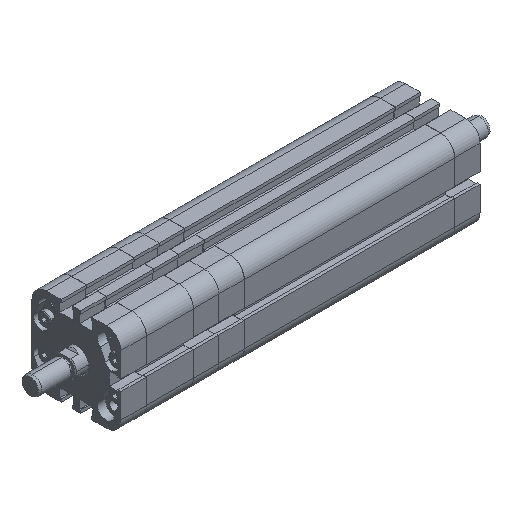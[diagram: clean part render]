
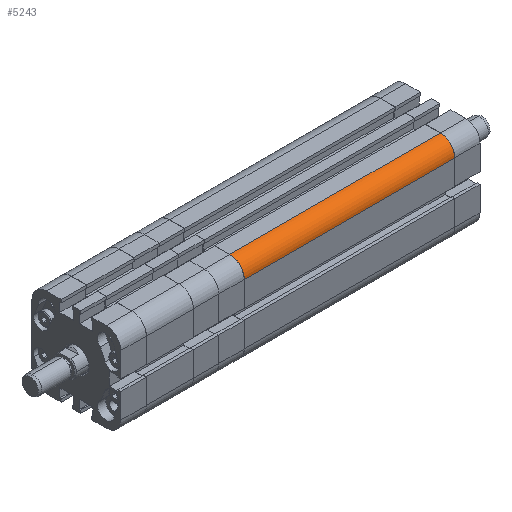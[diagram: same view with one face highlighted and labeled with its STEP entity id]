
A CAD part, isometric view. The second image highlights one B-rep face of the part: STEP entity #5243.
In plain terms, the highlighted cylindrical face has radius 8 mm (diameter 16 mm), a partial arc.
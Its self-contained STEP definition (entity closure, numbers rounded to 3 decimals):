
#2501 = VERTEX_POINT ( 'NONE', #32849 ) ;
#3195 = CARTESIAN_POINT ( 'NONE',  ( 116., -16.5, 24.5 ) ) ;
#3574 = CARTESIAN_POINT ( 'NONE',  ( 116., -24.5, 16.5 ) ) ;
#5243 = ADVANCED_FACE ( 'NONE', ( #24567 ), #30861, .T. ) ;
#6013 = EDGE_CURVE ( 'NONE', #18994, #2501, #6071, .T. ) ;
#6071 = LINE ( 'NONE', #3574, #24309 ) ;
#7400 = DIRECTION ( 'NONE',  ( -1., 0., 0. ) ) ;
#7586 = CARTESIAN_POINT ( 'NONE',  ( 116., -16.5, 16.5 ) ) ;
#7906 = CARTESIAN_POINT ( 'NONE',  ( 0., -16.5, 16.5 ) ) ;
#8605 = ORIENTED_EDGE ( 'NONE', *, *, #25893, .F. ) ;
#8680 = DIRECTION ( 'NONE',  ( 1., 0., 0. ) ) ;
#8703 = ORIENTED_EDGE ( 'NONE', *, *, #6013, .F. ) ;
#8863 = CARTESIAN_POINT ( 'NONE',  ( 116., -24.5, 16.5 ) ) ;
#11469 = AXIS2_PLACEMENT_3D ( 'NONE', #7906, #30809, #34397 ) ;
#12382 = CARTESIAN_POINT ( 'NONE',  ( 116., -16.5, 24.5 ) ) ;
#15414 = EDGE_LOOP ( 'NONE', ( #18451, #8605, #29286, #8703 ) ) ;
#15454 = DIRECTION ( 'NONE',  ( 1., 0., 0. ) ) ;
#18451 = ORIENTED_EDGE ( 'NONE', *, *, #22158, .F. ) ;
#18994 = VERTEX_POINT ( 'NONE', #8863 ) ;
#20492 = CARTESIAN_POINT ( 'NONE',  ( 116., -16.5, 16.5 ) ) ;
#21351 = VERTEX_POINT ( 'NONE', #29039 ) ;
#22158 = EDGE_CURVE ( 'NONE', #24254, #18994, #28559, .T. ) ;
#22381 = EDGE_CURVE ( 'NONE', #2501, #21351, #27349, .T. ) ;
#23743 = DIRECTION ( 'NONE',  ( 0., 0., -1. ) ) ;
#23794 = VECTOR ( 'NONE', #15454, 1000. ) ;
#24254 = VERTEX_POINT ( 'NONE', #3195 ) ;
#24309 = VECTOR ( 'NONE', #26664, 1000. ) ;
#24567 = FACE_OUTER_BOUND ( 'NONE', #15414, .T. ) ;
#25893 = EDGE_CURVE ( 'NONE', #21351, #24254, #29963, .T. ) ;
#26664 = DIRECTION ( 'NONE',  ( -1., 0., 0. ) ) ;
#27349 = CIRCLE ( 'NONE', #11469, 8. ) ;
#28559 = CIRCLE ( 'NONE', #36510, 8. ) ;
#29039 = CARTESIAN_POINT ( 'NONE',  ( 0., -16.5, 24.5 ) ) ;
#29286 = ORIENTED_EDGE ( 'NONE', *, *, #22381, .F. ) ;
#29963 = LINE ( 'NONE', #12382, #23794 ) ;
#30809 = DIRECTION ( 'NONE',  ( -1., 0., 0. ) ) ;
#30861 = CYLINDRICAL_SURFACE ( 'NONE', #33725, 8. ) ;
#32849 = CARTESIAN_POINT ( 'NONE',  ( 0., -24.5, 16.5 ) ) ;
#33725 = AXIS2_PLACEMENT_3D ( 'NONE', #7586, #7400, #36388 ) ;
#34397 = DIRECTION ( 'NONE',  ( 0., 0., -1. ) ) ;
#36388 = DIRECTION ( 'NONE',  ( 0., 0., 1. ) ) ;
#36510 = AXIS2_PLACEMENT_3D ( 'NONE', #20492, #8680, #23743 ) ;
